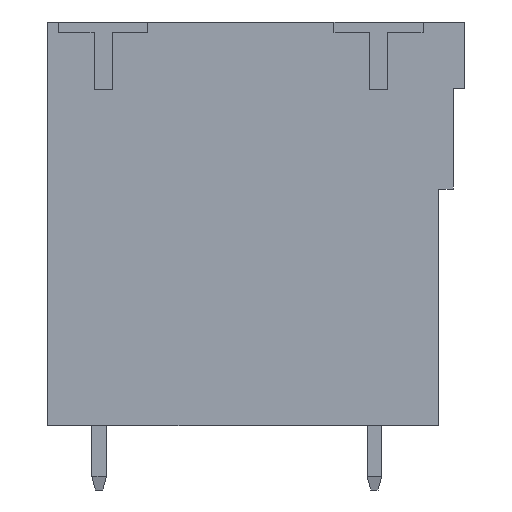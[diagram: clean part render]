
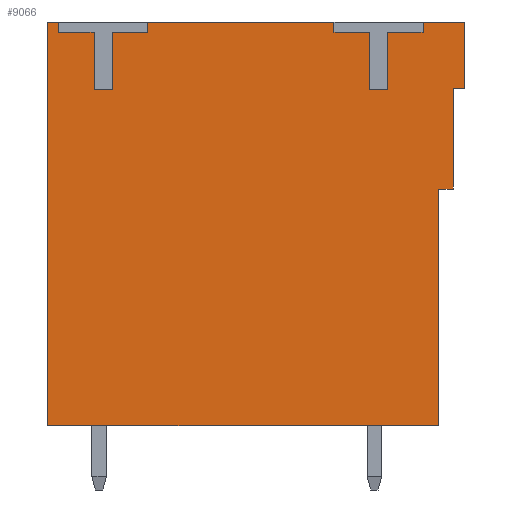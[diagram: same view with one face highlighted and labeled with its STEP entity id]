
A CAD part, left-side view. The second image highlights one B-rep face of the part: STEP entity #9066.
In plain terms, the highlighted planar face has unit normal (-1, 0, 0).
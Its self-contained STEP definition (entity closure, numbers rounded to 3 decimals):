
#2170=ORIENTED_EDGE('',*,*,#2898,.T.);
#2171=ORIENTED_EDGE('',*,*,#2704,.T.);
#2172=ORIENTED_EDGE('',*,*,#2708,.T.);
#2173=ORIENTED_EDGE('',*,*,#2726,.T.);
#2174=ORIENTED_EDGE('',*,*,#2723,.T.);
#2175=ORIENTED_EDGE('',*,*,#2720,.T.);
#2176=ORIENTED_EDGE('',*,*,#2717,.T.);
#2177=ORIENTED_EDGE('',*,*,#2714,.T.);
#2178=ORIENTED_EDGE('',*,*,#2905,.T.);
#2179=ORIENTED_EDGE('',*,*,#3709,.T.);
#2180=ORIENTED_EDGE('',*,*,#3711,.T.);
#2181=ORIENTED_EDGE('',*,*,#3713,.T.);
#2182=ORIENTED_EDGE('',*,*,#3715,.T.);
#2183=ORIENTED_EDGE('',*,*,#3717,.T.);
#2184=ORIENTED_EDGE('',*,*,#3719,.T.);
#2185=ORIENTED_EDGE('',*,*,#3720,.T.);
#2186=ORIENTED_EDGE('',*,*,#2902,.T.);
#2187=ORIENTED_EDGE('',*,*,#3722,.T.);
#2188=ORIENTED_EDGE('',*,*,#3724,.T.);
#2189=ORIENTED_EDGE('',*,*,#3726,.T.);
#2190=ORIENTED_EDGE('',*,*,#3728,.T.);
#2191=ORIENTED_EDGE('',*,*,#3730,.T.);
#2192=ORIENTED_EDGE('',*,*,#3732,.T.);
#2193=ORIENTED_EDGE('',*,*,#3733,.T.);
#2704=EDGE_CURVE('',#3983,#3982,#4812,.T.);
#2708=EDGE_CURVE('',#3982,#3985,#4816,.T.);
#2714=EDGE_CURVE('',#3991,#3990,#4822,.T.);
#2717=EDGE_CURVE('',#3993,#3991,#4825,.T.);
#2720=EDGE_CURVE('',#3995,#3993,#4828,.T.);
#2723=EDGE_CURVE('',#3997,#3995,#4831,.T.);
#2726=EDGE_CURVE('',#3985,#3997,#4834,.T.);
#2898=EDGE_CURVE('',#4160,#3983,#4996,.T.);
#2902=EDGE_CURVE('',#4164,#4163,#5000,.T.);
#2905=EDGE_CURVE('',#3990,#4165,#5003,.T.);
#3709=EDGE_CURVE('',#4165,#4638,#5757,.T.);
#3711=EDGE_CURVE('',#4638,#4639,#5759,.T.);
#3713=EDGE_CURVE('',#4639,#4640,#5761,.T.);
#3715=EDGE_CURVE('',#4640,#4641,#5763,.T.);
#3717=EDGE_CURVE('',#4641,#4642,#5765,.T.);
#3719=EDGE_CURVE('',#4642,#4643,#5767,.T.);
#3720=EDGE_CURVE('',#4643,#4164,#5768,.T.);
#3722=EDGE_CURVE('',#4163,#4644,#5770,.T.);
#3724=EDGE_CURVE('',#4644,#4645,#5772,.T.);
#3726=EDGE_CURVE('',#4645,#4646,#5774,.T.);
#3728=EDGE_CURVE('',#4646,#4647,#5776,.T.);
#3730=EDGE_CURVE('',#4647,#4648,#5778,.T.);
#3732=EDGE_CURVE('',#4648,#4649,#5780,.T.);
#3733=EDGE_CURVE('',#4649,#4160,#5781,.T.);
#3982=VERTEX_POINT('',#12050);
#3983=VERTEX_POINT('',#12052);
#3985=VERTEX_POINT('',#12058);
#3990=VERTEX_POINT('',#12070);
#3991=VERTEX_POINT('',#12072);
#3993=VERTEX_POINT('',#12078);
#3995=VERTEX_POINT('',#12084);
#3997=VERTEX_POINT('',#12090);
#4160=VERTEX_POINT('',#12448);
#4163=VERTEX_POINT('',#12454);
#4164=VERTEX_POINT('',#12456);
#4165=VERTEX_POINT('',#12459);
#4638=VERTEX_POINT('',#14069);
#4639=VERTEX_POINT('',#14073);
#4640=VERTEX_POINT('',#14077);
#4641=VERTEX_POINT('',#14081);
#4642=VERTEX_POINT('',#14085);
#4643=VERTEX_POINT('',#14089);
#4644=VERTEX_POINT('',#14095);
#4645=VERTEX_POINT('',#14099);
#4646=VERTEX_POINT('',#14103);
#4647=VERTEX_POINT('',#14107);
#4648=VERTEX_POINT('',#14111);
#4649=VERTEX_POINT('',#14115);
#4812=LINE('',#12051,#6030);
#4816=LINE('',#12059,#6034);
#4822=LINE('',#12071,#6040);
#4825=LINE('',#12077,#6043);
#4828=LINE('',#12083,#6046);
#4831=LINE('',#12089,#6049);
#4834=LINE('',#12094,#6052);
#4996=LINE('',#12447,#6214);
#5000=LINE('',#12455,#6218);
#5003=LINE('',#12460,#6221);
#5757=LINE('',#14070,#6975);
#5759=LINE('',#14074,#6977);
#5761=LINE('',#14078,#6979);
#5763=LINE('',#14082,#6981);
#5765=LINE('',#14086,#6983);
#5767=LINE('',#14090,#6985);
#5768=LINE('',#14092,#6986);
#5770=LINE('',#14096,#6988);
#5772=LINE('',#14100,#6990);
#5774=LINE('',#14104,#6992);
#5776=LINE('',#14108,#6994);
#5778=LINE('',#14112,#6996);
#5780=LINE('',#14116,#6998);
#5781=LINE('',#14118,#6999);
#6030=VECTOR('',#9750,1000.);
#6034=VECTOR('',#9756,1000.);
#6040=VECTOR('',#9764,1000.);
#6043=VECTOR('',#9769,1000.);
#6046=VECTOR('',#9774,1000.);
#6049=VECTOR('',#9779,1000.);
#6052=VECTOR('',#9784,1000.);
#6214=VECTOR('',#10004,1000.);
#6218=VECTOR('',#10008,1000.);
#6221=VECTOR('',#10011,1000.);
#6975=VECTOR('',#11531,1000.);
#6977=VECTOR('',#11535,1000.);
#6979=VECTOR('',#11539,1000.);
#6981=VECTOR('',#11543,1000.);
#6983=VECTOR('',#11547,1000.);
#6985=VECTOR('',#11551,1000.);
#6986=VECTOR('',#11554,1000.);
#6988=VECTOR('',#11558,1000.);
#6990=VECTOR('',#11562,1000.);
#6992=VECTOR('',#11566,1000.);
#6994=VECTOR('',#11570,1000.);
#6996=VECTOR('',#11574,1000.);
#6998=VECTOR('',#11578,1000.);
#6999=VECTOR('',#11581,1000.);
#7632=EDGE_LOOP('',(#2170,#2171,#2172,#2173,#2174,#2175,#2176,#2177,#2178,
#2179,#2180,#2181,#2182,#2183,#2184,#2185,#2186,#2187,#2188,#2189,#2190,
#2191,#2192,#2193));
#8138=FACE_BOUND('',#7632,.T.);
#8600=PLANE('',#9630);
#9066=ADVANCED_FACE('',(#8138),#8600,.T.);
#9630=AXIS2_PLACEMENT_3D('',#14119,#11582,#11583);
#9750=DIRECTION('',(0.,0.,-1.));
#9756=DIRECTION('',(0.,-1.,0.));
#9764=DIRECTION('',(0.,0.,1.));
#9769=DIRECTION('',(0.,-1.,0.));
#9774=DIRECTION('',(0.,0.,1.));
#9779=DIRECTION('',(0.,-1.,0.));
#9784=DIRECTION('',(0.,0.,1.));
#10004=DIRECTION('',(0.,1.,0.));
#10008=DIRECTION('',(0.,1.,0.));
#10011=DIRECTION('',(0.,1.,0.));
#11531=DIRECTION('',(0.,0.,-1.));
#11535=DIRECTION('',(0.,1.,0.));
#11539=DIRECTION('',(0.,0.,-1.));
#11543=DIRECTION('',(0.,1.,0.));
#11547=DIRECTION('',(0.,0.,1.));
#11551=DIRECTION('',(0.,1.,0.));
#11554=DIRECTION('',(0.,0.,1.));
#11558=DIRECTION('',(0.,0.,-1.));
#11562=DIRECTION('',(0.,1.,0.));
#11566=DIRECTION('',(0.,0.,-1.));
#11570=DIRECTION('',(0.,1.,0.));
#11574=DIRECTION('',(0.,0.,1.));
#11578=DIRECTION('',(0.,1.,0.));
#11581=DIRECTION('',(0.,0.,1.));
#11582=DIRECTION('',(-1.,0.,0.));
#11583=DIRECTION('',(0.,0.,1.));
#12050=CARTESIAN_POINT('',(-6.21,11.35,-22.));
#12051=CARTESIAN_POINT('',(-6.21,11.35,0.));
#12052=CARTESIAN_POINT('',(-6.21,11.35,0.));
#12058=CARTESIAN_POINT('',(-6.21,-9.95,-22.));
#12059=CARTESIAN_POINT('',(-6.21,11.35,-22.));
#12070=CARTESIAN_POINT('',(-6.21,-11.35,0.));
#12071=CARTESIAN_POINT('',(-6.21,-11.35,-3.6));
#12072=CARTESIAN_POINT('',(-6.21,-11.35,-3.6));
#12077=CARTESIAN_POINT('',(-6.21,-10.75,-3.6));
#12078=CARTESIAN_POINT('',(-6.21,-10.75,-3.6));
#12083=CARTESIAN_POINT('',(-6.21,-10.75,-9.1));
#12084=CARTESIAN_POINT('',(-6.21,-10.75,-9.1));
#12089=CARTESIAN_POINT('',(-6.21,-9.95,-9.1));
#12090=CARTESIAN_POINT('',(-6.21,-9.95,-9.1));
#12094=CARTESIAN_POINT('',(-6.21,-9.95,-22.));
#12447=CARTESIAN_POINT('',(-6.21,10.75,0.));
#12448=CARTESIAN_POINT('',(-6.21,10.75,0.));
#12454=CARTESIAN_POINT('',(-6.21,5.9,0.));
#12455=CARTESIAN_POINT('',(-6.21,-4.25,0.));
#12456=CARTESIAN_POINT('',(-6.21,-4.25,0.));
#12459=CARTESIAN_POINT('',(-6.21,-9.1,0.));
#12460=CARTESIAN_POINT('',(-6.21,-11.35,0.));
#14069=CARTESIAN_POINT('',(-6.21,-9.1,-0.55));
#14070=CARTESIAN_POINT('',(-6.21,-9.1,0.));
#14073=CARTESIAN_POINT('',(-6.21,-7.175,-0.55));
#14074=CARTESIAN_POINT('',(-6.21,-9.1,-0.55));
#14077=CARTESIAN_POINT('',(-6.21,-7.175,-3.7));
#14078=CARTESIAN_POINT('',(-6.21,-7.175,-0.55));
#14081=CARTESIAN_POINT('',(-6.21,-6.175,-3.7));
#14082=CARTESIAN_POINT('',(-6.21,-7.175,-3.7));
#14085=CARTESIAN_POINT('',(-6.21,-6.175,-0.55));
#14086=CARTESIAN_POINT('',(-6.21,-6.175,-3.7));
#14089=CARTESIAN_POINT('',(-6.21,-4.25,-0.55));
#14090=CARTESIAN_POINT('',(-6.21,-6.175,-0.55));
#14092=CARTESIAN_POINT('',(-6.21,-4.25,-0.55));
#14095=CARTESIAN_POINT('',(-6.21,5.9,-0.55));
#14096=CARTESIAN_POINT('',(-6.21,5.9,0.));
#14099=CARTESIAN_POINT('',(-6.21,7.825,-0.55));
#14100=CARTESIAN_POINT('',(-6.21,5.9,-0.55));
#14103=CARTESIAN_POINT('',(-6.21,7.825,-3.7));
#14104=CARTESIAN_POINT('',(-6.21,7.825,-0.55));
#14107=CARTESIAN_POINT('',(-6.21,8.825,-3.7));
#14108=CARTESIAN_POINT('',(-6.21,7.825,-3.7));
#14111=CARTESIAN_POINT('',(-6.21,8.825,-0.55));
#14112=CARTESIAN_POINT('',(-6.21,8.825,-3.7));
#14115=CARTESIAN_POINT('',(-6.21,10.75,-0.55));
#14116=CARTESIAN_POINT('',(-6.21,8.825,-0.55));
#14118=CARTESIAN_POINT('',(-6.21,10.75,-0.55));
#14119=CARTESIAN_POINT('',(-6.21,0.,0.));
